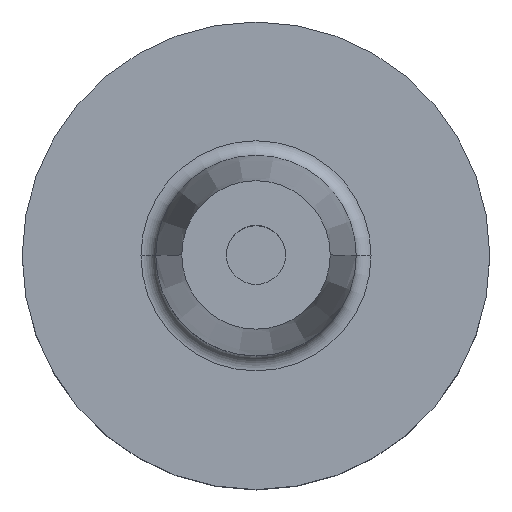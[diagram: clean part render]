
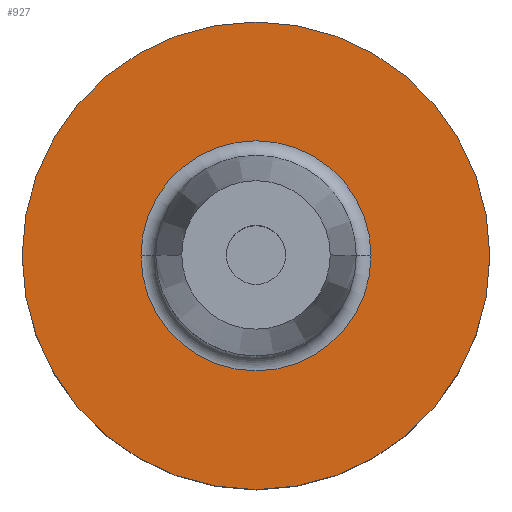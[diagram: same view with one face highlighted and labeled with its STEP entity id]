
A CAD part, top view. The second image highlights one B-rep face of the part: STEP entity #927.
In plain terms, the highlighted planar face has unit normal (0, 0, 1).
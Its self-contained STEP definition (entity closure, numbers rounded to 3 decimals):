
#57 = CIRCLE ( 'NONE', #1363, 31.5 ) ;
#93 = ORIENTED_EDGE ( 'NONE', *, *, #947, .F. ) ;
#127 = VERTEX_POINT ( 'NONE', #1186 ) ;
#163 = AXIS2_PLACEMENT_3D ( 'NONE', #760, #700, #695 ) ;
#171 = VERTEX_POINT ( 'NONE', #558 ) ;
#197 = EDGE_LOOP ( 'NONE', ( #1401, #93 ) ) ;
#219 = ORIENTED_EDGE ( 'NONE', *, *, #475, .F. ) ;
#297 = CARTESIAN_POINT ( 'NONE',  ( 0., 0., 26. ) ) ;
#305 = DIRECTION ( 'NONE',  ( 0., 0., 1. ) ) ;
#312 = DIRECTION ( 'NONE',  ( -1., 0., 0. ) ) ;
#315 = FACE_BOUND ( 'NONE', #197, .T. ) ;
#382 = VERTEX_POINT ( 'NONE', #1121 ) ;
#475 = EDGE_CURVE ( 'NONE', #127, #1358, #974, .T. ) ;
#558 = CARTESIAN_POINT ( 'NONE',  ( 15.5, 0., 26. ) ) ;
#576 = CIRCLE ( 'NONE', #873, 15.5 ) ;
#621 = AXIS2_PLACEMENT_3D ( 'NONE', #659, #665, #690 ) ;
#659 = CARTESIAN_POINT ( 'NONE',  ( 0., 0., 26. ) ) ;
#665 = DIRECTION ( 'NONE',  ( 0., 0., -1. ) ) ;
#690 = DIRECTION ( 'NONE',  ( 0., 1., 0. ) ) ;
#695 = DIRECTION ( 'NONE',  ( -1., 0., 0. ) ) ;
#700 = DIRECTION ( 'NONE',  ( 0., 0., 1. ) ) ;
#728 = CARTESIAN_POINT ( 'NONE',  ( 0., -31.5, 26. ) ) ;
#742 = CARTESIAN_POINT ( 'NONE',  ( 0., 0., 26. ) ) ;
#760 = CARTESIAN_POINT ( 'NONE',  ( 0., 0., 26. ) ) ;
#791 = CIRCLE ( 'NONE', #163, 15.5 ) ;
#812 = EDGE_LOOP ( 'NONE', ( #219, #1122 ) ) ;
#864 = DIRECTION ( 'NONE',  ( 0., 0., -1. ) ) ;
#873 = AXIS2_PLACEMENT_3D ( 'NONE', #297, #305, #312 ) ;
#890 = DIRECTION ( 'NONE',  ( 0., 1., 0. ) ) ;
#927 = ADVANCED_FACE ( 'NONE', ( #315, #1408 ), #1215, .T. ) ;
#947 = EDGE_CURVE ( 'NONE', #171, #382, #791, .T. ) ;
#974 = CIRCLE ( 'NONE', #621, 31.5 ) ;
#1018 = EDGE_CURVE ( 'NONE', #1358, #127, #57, .T. ) ;
#1121 = CARTESIAN_POINT ( 'NONE',  ( -15.5, 0., 26. ) ) ;
#1122 = ORIENTED_EDGE ( 'NONE', *, *, #1018, .F. ) ;
#1186 = CARTESIAN_POINT ( 'NONE',  ( 0., 31.5, 26. ) ) ;
#1204 = DIRECTION ( 'NONE',  ( 0., -1., 0. ) ) ;
#1209 = DIRECTION ( 'NONE',  ( 0., 0., 1. ) ) ;
#1215 = PLANE ( 'NONE',  #1446 ) ;
#1253 = EDGE_CURVE ( 'NONE', #382, #171, #576, .T. ) ;
#1345 = CARTESIAN_POINT ( 'NONE',  ( 0., 0., 26. ) ) ;
#1358 = VERTEX_POINT ( 'NONE', #728 ) ;
#1363 = AXIS2_PLACEMENT_3D ( 'NONE', #742, #864, #890 ) ;
#1401 = ORIENTED_EDGE ( 'NONE', *, *, #1253, .F. ) ;
#1408 = FACE_OUTER_BOUND ( 'NONE', #812, .T. ) ;
#1446 = AXIS2_PLACEMENT_3D ( 'NONE', #1345, #1209, #1204 ) ;
